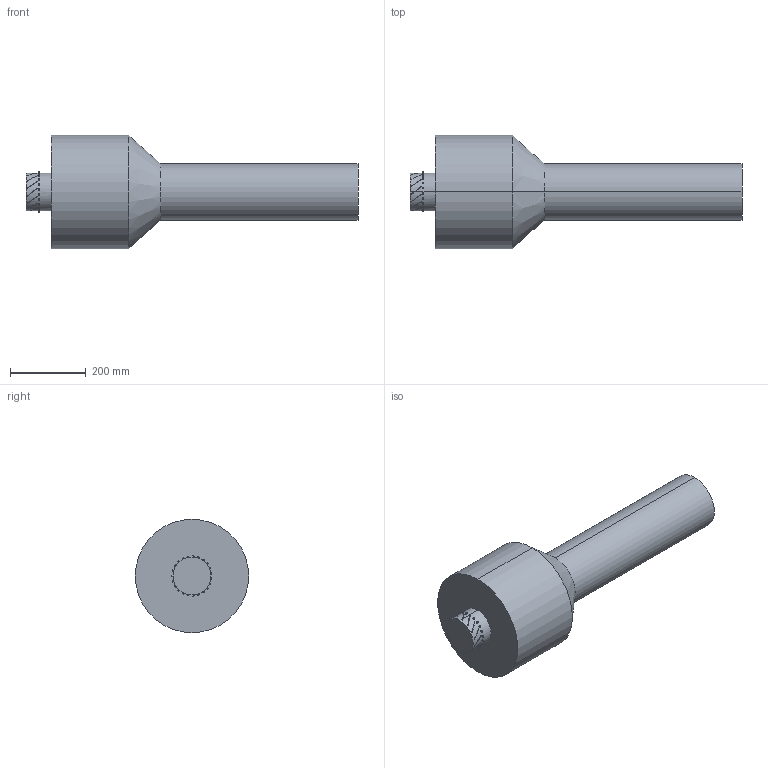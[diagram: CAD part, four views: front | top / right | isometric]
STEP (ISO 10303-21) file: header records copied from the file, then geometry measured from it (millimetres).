
FILE_DESCRIPTION (( 'STEP AP203' ), '1' );
FILE_NAME ('Bhavik _Swirl_1.STEP', '2024-04-25T00:53:51', ( '' ), ( '' ), 'SwSTEP 2.0', 'SolidWorks 2020', '' );
FILE_SCHEMA (( 'CONFIG_CONTROL_DESIGN' ));
Length unit declared in the file: millimetre
Products named in the file (1): Bhavik _Swirl_1
Bounding box: 878.12 x 300 x 300 mm (x, y, z)
Volume: 27486484.2 mm3; surface area: 673040 mm2
Topology: 25 solids, 25 shells, 180 faces, 362 edges, 246 vertices
Faces by surface type: plane 109, cylinder 53, bspline 16, cone 2
Entity records: 4859 total; most frequent: CARTESIAN_POINT 1054, DIRECTION 807, ORIENTED_EDGE 724, EDGE_CURVE 362, AXIS2_PLACEMENT_3D 330, VERTEX_POINT 246, EDGE_LOOP 194, ADVANCED_FACE 180
